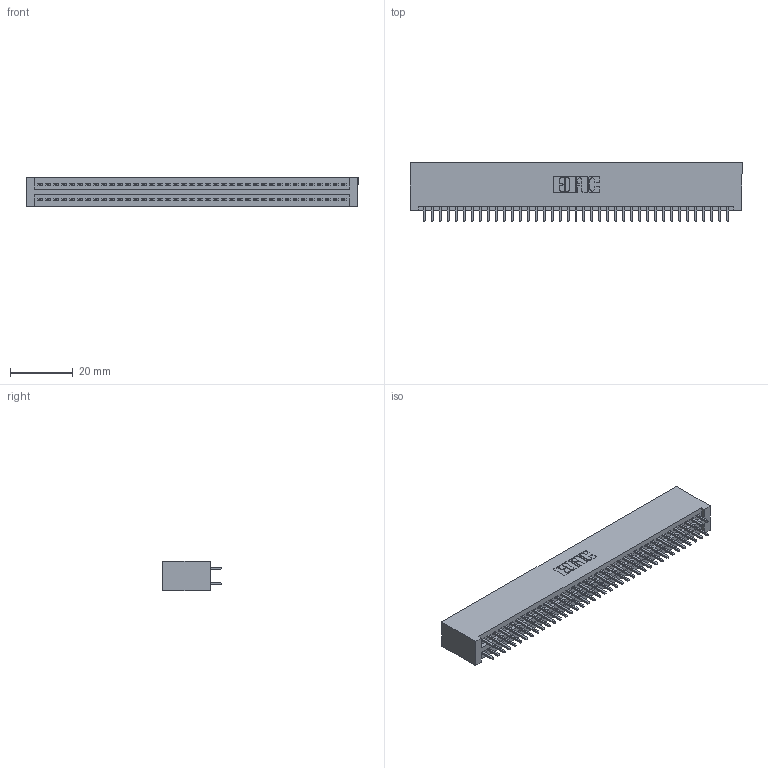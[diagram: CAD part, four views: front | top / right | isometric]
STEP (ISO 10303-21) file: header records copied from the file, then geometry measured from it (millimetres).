
FILE_DESCRIPTION (( 'STEP AP203' ), '1' );
FILE_NAME ('345-078-521-201.STEP', '2018-10-02T19:33:49', ( '' ), ( '' ), 'SwSTEP 2.0', 'SolidWorks 2016', '' );
FILE_SCHEMA (( 'CONFIG_CONTROL_DESIGN' ));
Length unit declared in the file: inch
Products named in the file (3): 345-078-521-201; 345-292-001_345-293-121; 345 Part_No Mounting Lugs
Assembly tree (79 placements, depth 2):
  345-078-521-201
    345 Part_No Mounting Lugs
    345-292-001_345-293-121  x78
Bounding box: 105.66 x 18.72 x 9.4 mm (x, y, z)
Volume: 10820.5 mm3; surface area: 16032.5 mm2
Topology: 79 solids, 79 shells, 4018 faces, 11939 edges, 7854 vertices
Faces by surface type: plane 2650, cylinder 1368
Entity records: 30745 total; most frequent: CARTESIAN_POINT 5156, ORIENTED_EDGE 5090, DIRECTION 4545, EDGE_CURVE 2545, LINE 2265, VECTOR 2265, VERTEX_POINT 1694, AXIS2_PLACEMENT_3D 1140
